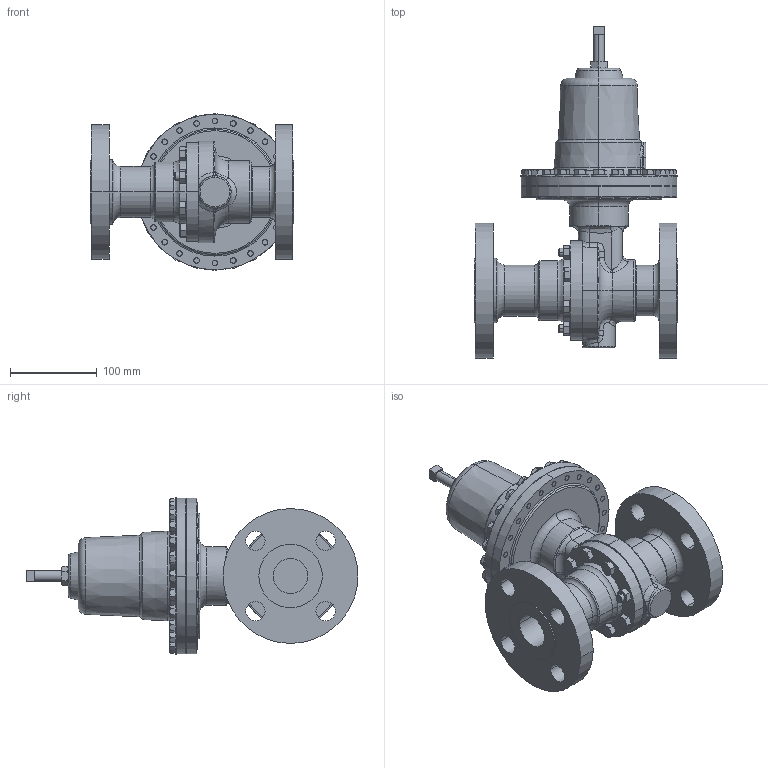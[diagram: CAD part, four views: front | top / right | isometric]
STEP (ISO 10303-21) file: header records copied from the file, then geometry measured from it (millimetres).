
FILE_DESCRIPTION (( 'STEP AP203' ), '1' );
FILE_NAME ('60-150-CS+S6-I3.STEP', '2017-07-21T12:42:32', ( '' ), ( '' ), 'SwSTEP 2.0', 'SolidWorks 2014', '' );
FILE_SCHEMA (( 'CONFIG_CONTROL_DESIGN' ));
Length unit declared in the file: inch
Products named in the file (2): 60-150-CS+S6-I3
Bounding box: 234.95 x 382.61 x 180.98 mm (x, y, z)
Volume: 3092020.9 mm3; surface area: 341654.2 mm2
Topology: 1 solids, 1 shells, 914 faces, 2116 edges, 1290 vertices
Faces by surface type: plane 355, cone 271, cylinder 189, bspline 51, torus 46, sphere 2
Entity records: 31136 total; most frequent: CARTESIAN_POINT 10612, DIRECTION 4251, ORIENTED_EDGE 4232, EDGE_CURVE 2116, AXIS2_PLACEMENT_3D 1790, VERTEX_POINT 1290, EDGE_LOOP 1062, CIRCLE 925
